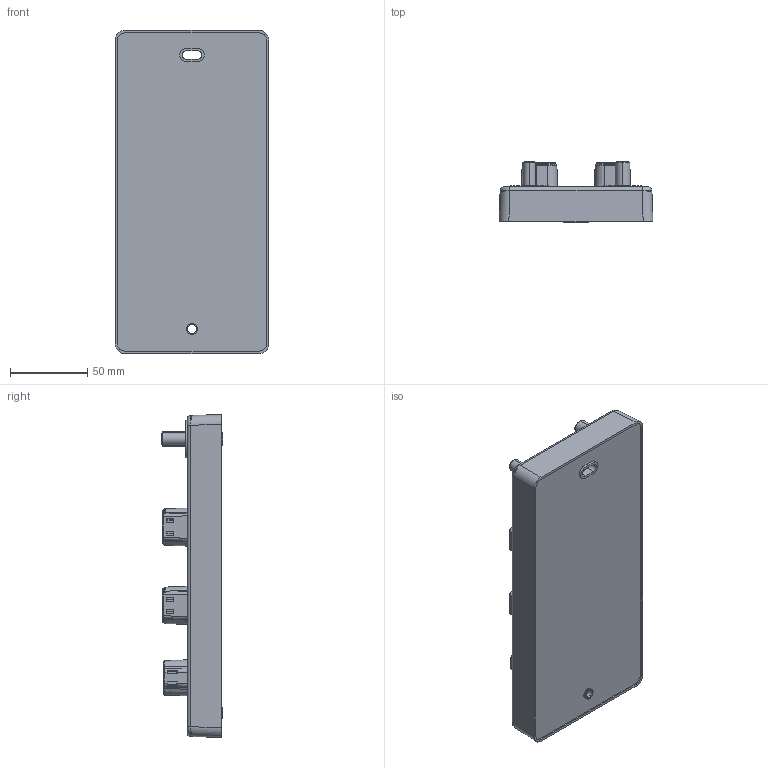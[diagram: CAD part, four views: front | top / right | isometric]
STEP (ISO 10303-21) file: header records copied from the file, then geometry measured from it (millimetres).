
FILE_DESCRIPTION (( 'STEP AP214' ), '1' );
FILE_NAME ('43016-x-xxx.STEP', '2024-06-25T20:21:10', ( 'ak' ), ( 'HP Inc.' ), 'SwSTEP 2.0', 'SolidWorks 2022', '' );
FILE_SCHEMA (( 'AUTOMOTIVE_DESIGN' ));
Length unit declared in the file: millimetre
Products named in the file (1): 43016-x-xxx
Bounding box: 99.8 x 39.69 x 209.55 mm (x, y, z)
Surface area: 127986.8 mm2 (no closed solid volume)
Topology: 0 solids, 32 shells, 2268 faces, 6081 edges, 3910 vertices
Faces by surface type: plane 1114, cylinder 598, cone 322, bspline 134, torus 100
Entity records: 102649 total; most frequent: CARTESIAN_POINT 21631, ORIENTED_EDGE 11886, DIRECTION 11339, EDGE_CURVE 6077, VERTEX_POINT 3910, AXIS2_PLACEMENT_3D 3822, LINE 3695, VECTOR 3695
